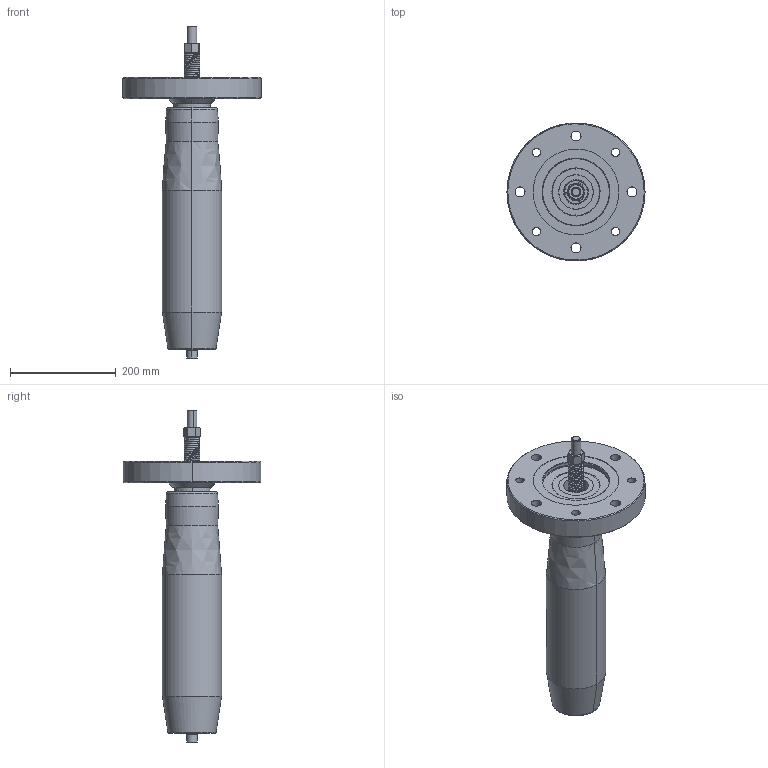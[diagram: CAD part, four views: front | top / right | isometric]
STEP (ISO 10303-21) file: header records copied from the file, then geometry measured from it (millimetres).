
FILE_DESCRIPTION(('FreeCAD Model'),'2;1');
FILE_NAME('Open CASCADE Shape Model','2025-05-08T02:57:04',('FreeCAD'),( 'FreeCAD'),'Open CASCADE STEP processor 7.6','FreeCAD','Unknown');
FILE_SCHEMA(('AUTOMOTIVE_DESIGN { 1 0 10303 214 1 1 1 1 }'));
Products named in the file (1): Open CASCADE STEP translator 7.6 1
Bounding box: 260.87 x 260.21 x 626.92 mm (x, y, z)
Volume: 5082580.9 mm3; surface area: 756854.3 mm2
Topology: 49 solids, 49 shells, 974 faces, 2348 edges, 1455 vertices
Faces by surface type: bspline 974
Entity records: 47382 total; most frequent: CARTESIAN_POINT 33956, ORIENTED_EDGE 4676, EDGE_CURVE 2338, VERTEX_POINT 1455, B_SPLINE_CURVE_WITH_KNOTS 1352, FACE_BOUND 1085, EDGE_LOOP 1085, ADVANCED_FACE 974
